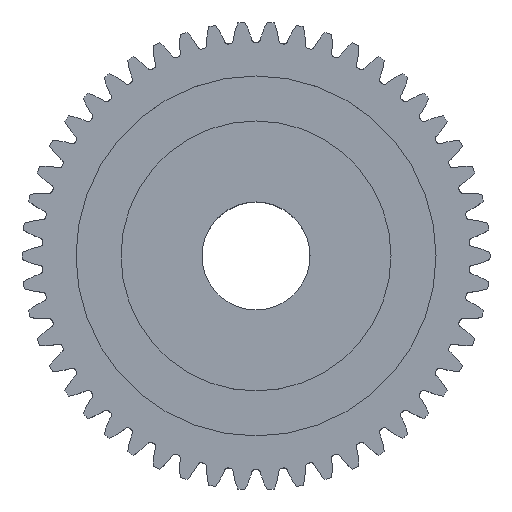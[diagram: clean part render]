
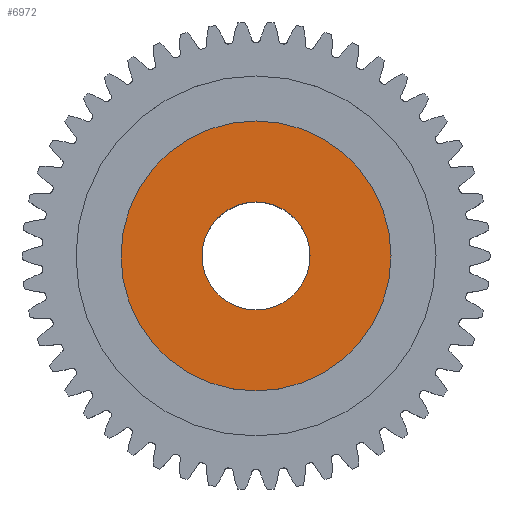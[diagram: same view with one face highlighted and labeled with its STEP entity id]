
A CAD part, top view. The second image highlights one B-rep face of the part: STEP entity #6972.
In plain terms, the highlighted planar face has unit normal (0, 0, 1).
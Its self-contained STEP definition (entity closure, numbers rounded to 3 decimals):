
#58 = DIRECTION ( 'NONE',  ( 1., 0., 0. ) ) ;
#59 = DIRECTION ( 'NONE',  ( 0., 0., 1. ) ) ;
#62 = AXIS2_PLACEMENT_3D ( 'NONE', #154, #59, #58 ) ;
#63 = DIRECTION ( 'NONE',  ( 1., 0., 0. ) ) ;
#64 = AXIS2_PLACEMENT_3D ( 'NONE', #155, #153, #63 ) ;
#150 = DIRECTION ( 'NONE',  ( 1., 0., 0. ) ) ;
#151 = DIRECTION ( 'NONE',  ( 0., 0., 1. ) ) ;
#152 = CARTESIAN_POINT ( 'NONE',  ( 0., 0., 3. ) ) ;
#153 = DIRECTION ( 'NONE',  ( 0., 0., 1. ) ) ;
#154 = CARTESIAN_POINT ( 'NONE',  ( 0., 0., 3. ) ) ;
#155 = CARTESIAN_POINT ( 'NONE',  ( 0., 0., 3. ) ) ;
#156 = CIRCLE ( 'NONE', #64, 7.5 ) ;
#157 = CIRCLE ( 'NONE', #62, 3. ) ;
#158 = FACE_BOUND ( 'NONE', #6690, .T. ) ;
#160 = AXIS2_PLACEMENT_3D ( 'NONE', #152, #151, #150 ) ;
#161 = PLANE ( 'NONE',  #160 ) ;
#164 = FACE_OUTER_BOUND ( 'NONE', #6693, .T. ) ;
#5328 = EDGE_CURVE ( 'NONE', #5809, #5810, #10573, .T. ) ;
#5563 = CIRCLE ( 'NONE', #5677, 7.5 ) ;
#5574 = CARTESIAN_POINT ( 'NONE',  ( -7.5, 0., 3. ) ) ;
#5644 = DIRECTION ( 'NONE',  ( 1., 0., 0. ) ) ;
#5646 = DIRECTION ( 'NONE',  ( 0., 0., 1. ) ) ;
#5669 = CARTESIAN_POINT ( 'NONE',  ( 0., 0., 3. ) ) ;
#5677 = AXIS2_PLACEMENT_3D ( 'NONE', #5669, #5646, #5644 ) ;
#5699 = CARTESIAN_POINT ( 'NONE',  ( 7.5, 0., 3. ) ) ;
#5809 = VERTEX_POINT ( 'NONE', #10725 ) ;
#5810 = VERTEX_POINT ( 'NONE', #10736 ) ;
#6690 = EDGE_LOOP ( 'NONE', ( #6968, #7051 ) ) ;
#6693 = EDGE_LOOP ( 'NONE', ( #6975, #6769 ) ) ;
#6769 = ORIENTED_EDGE ( 'NONE', *, *, #9180, .T. ) ;
#6968 = ORIENTED_EDGE ( 'NONE', *, *, #6974, .F. ) ;
#6972 = ADVANCED_FACE ( 'NONE', ( #158, #164 ), #161, .T. ) ;
#6973 = EDGE_CURVE ( 'NONE', #9172, #9212, #156, .T. ) ;
#6974 = EDGE_CURVE ( 'NONE', #5810, #5809, #157, .T. ) ;
#6975 = ORIENTED_EDGE ( 'NONE', *, *, #6973, .T. ) ;
#7051 = ORIENTED_EDGE ( 'NONE', *, *, #5328, .F. ) ;
#9172 = VERTEX_POINT ( 'NONE', #5574 ) ;
#9180 = EDGE_CURVE ( 'NONE', #9212, #9172, #5563, .T. ) ;
#9212 = VERTEX_POINT ( 'NONE', #5699 ) ;
#10462 = DIRECTION ( 'NONE',  ( 1., 0., 0. ) ) ;
#10463 = DIRECTION ( 'NONE',  ( 0., 0., 1. ) ) ;
#10464 = AXIS2_PLACEMENT_3D ( 'NONE', #10474, #10463, #10462 ) ;
#10474 = CARTESIAN_POINT ( 'NONE',  ( 0., 0., 3. ) ) ;
#10573 = CIRCLE ( 'NONE', #10464, 3. ) ;
#10725 = CARTESIAN_POINT ( 'NONE',  ( -3., 0., 3. ) ) ;
#10736 = CARTESIAN_POINT ( 'NONE',  ( 3., 0., 3. ) ) ;
